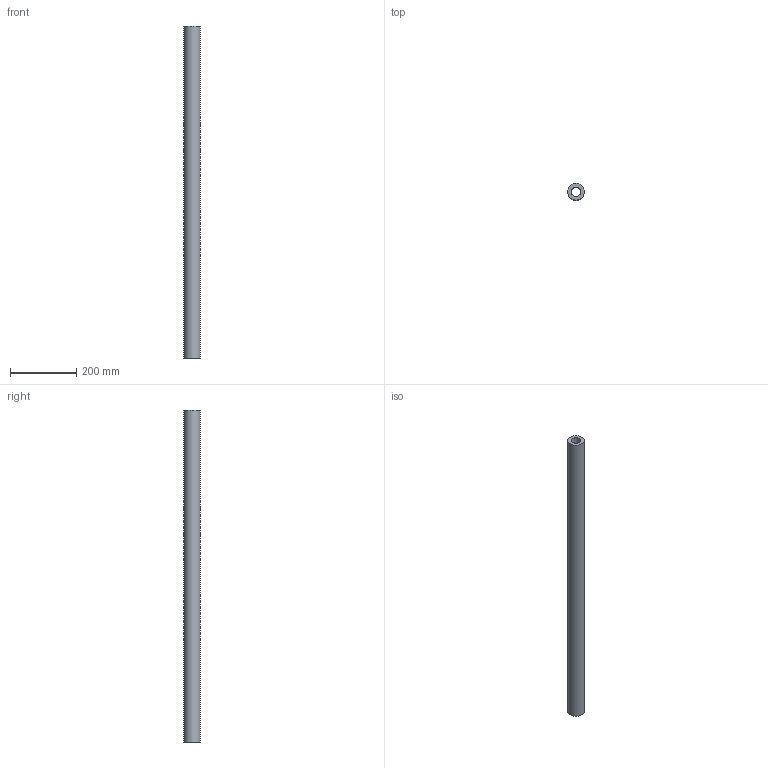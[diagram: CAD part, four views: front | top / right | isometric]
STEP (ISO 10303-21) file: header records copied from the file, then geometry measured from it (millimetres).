
FILE_DESCRIPTION(/* description */ ('Titel eingeben'),/* implementation_level */ '2;1');
FILE_NAME(/* name */ '13149_KriTec_Prallschutz_D28_L2000mm.stp',/* time_stamp */ '2018-01-18T15:39:21+01:00',/* author */ ('Steiner'),/* organization */ (''),/* preprocessor_version */ 'ST-DEVELOPER v16.1',/* originating_system */ 'Autodesk Inventor 2016',/* authorisation */ '');
FILE_SCHEMA (('CONFIG_CONTROL_DESIGN'));
Length unit declared in the file: millimetre
Products named in the file (1): 13149_KriTec_Prallschutz_D28_L=2000mm
Bounding box: 50 x 50 x 1000 mm (x, y, z)
Volume: 1347721.4 mm3; surface area: 248655.9 mm2
Topology: 1 solids, 1 shells, 6 faces, 12 edges, 8 vertices
Faces by surface type: plane 4, cylinder 2
Full cylindrical faces by diameter (mm): 28 x1
Entity records: 183 total; most frequent: DIRECTION 29, CARTESIAN_POINT 26, ORIENTED_EDGE 22, EDGE_CURVE 11, AXIS2_PLACEMENT_3D 11, EDGE_LOOP 9, VERTEX_POINT 8, LINE 7
